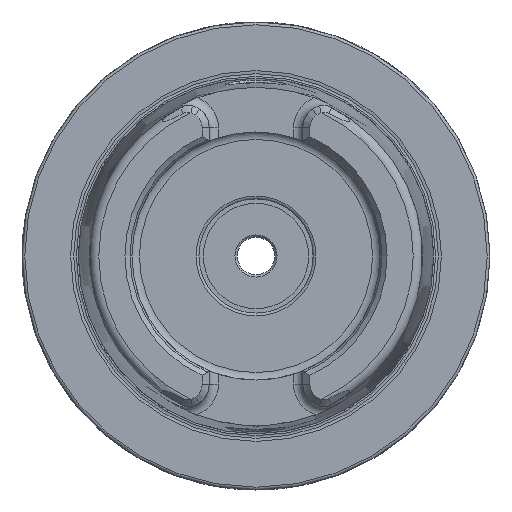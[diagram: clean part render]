
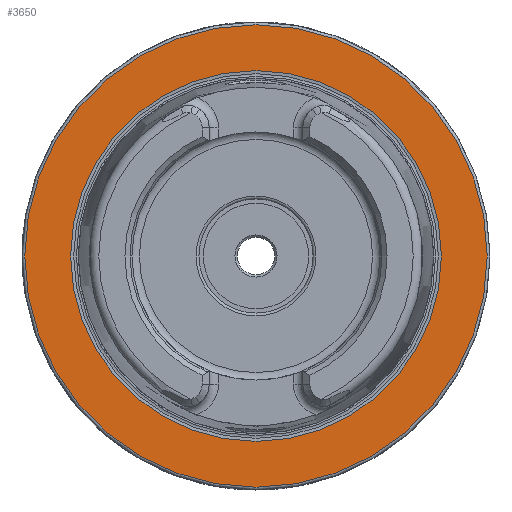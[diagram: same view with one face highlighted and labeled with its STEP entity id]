
A CAD part, left-side view. The second image highlights one B-rep face of the part: STEP entity #3650.
In plain terms, the highlighted planar face has unit normal (-1, 0, 0).
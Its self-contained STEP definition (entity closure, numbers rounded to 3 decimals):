
#210=FACE_BOUND('',#1093,.T.);
#696=PLANE('',#4074);
#866=FACE_OUTER_BOUND('',#1092,.T.);
#1092=EDGE_LOOP('',(#3031));
#1093=EDGE_LOOP('',(#3032));
#1242=CIRCLE('',#3849,49.4);
#1265=CIRCLE('',#3882,39.607);
#1518=VERTEX_POINT('',#6553);
#1538=VERTEX_POINT('',#6612);
#1916=EDGE_CURVE('',#1518,#1518,#1242,.T.);
#1945=EDGE_CURVE('',#1538,#1538,#1265,.T.);
#3031=ORIENTED_EDGE('',*,*,#1916,.T.);
#3032=ORIENTED_EDGE('',*,*,#1945,.T.);
#3650=ADVANCED_FACE('',(#866,#210),#696,.F.);
#3849=AXIS2_PLACEMENT_3D('',#6555,#4401,#4402);
#3882=AXIS2_PLACEMENT_3D('',#6614,#4473,#4474);
#4074=AXIS2_PLACEMENT_3D('',#9651,#4949,#4950);
#4401=DIRECTION('center_axis',(-1.,0.,0.));
#4402=DIRECTION('ref_axis',(0.,0.,-1.));
#4473=DIRECTION('center_axis',(1.,0.,0.));
#4474=DIRECTION('ref_axis',(0.,0.,-1.));
#4949=DIRECTION('center_axis',(1.,0.,0.));
#4950=DIRECTION('ref_axis',(0.,0.,-1.));
#6553=CARTESIAN_POINT('',(-50.,0.,49.4));
#6555=CARTESIAN_POINT('Origin',(-50.,0.,0.));
#6612=CARTESIAN_POINT('',(-50.,0.,-39.607));
#6614=CARTESIAN_POINT('Origin',(-50.,0.,0.));
#9651=CARTESIAN_POINT('Origin',(-50.,50.,0.));
